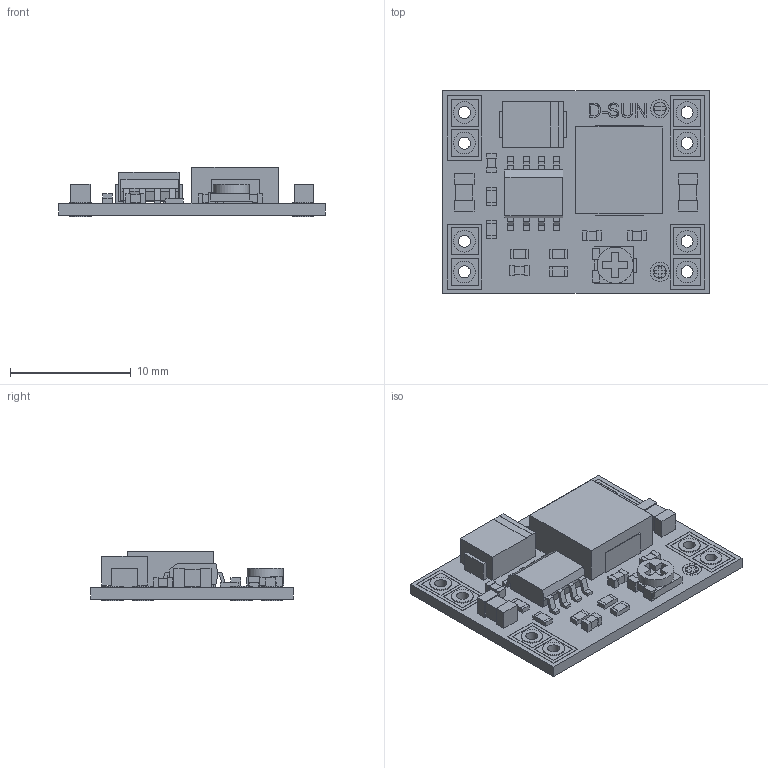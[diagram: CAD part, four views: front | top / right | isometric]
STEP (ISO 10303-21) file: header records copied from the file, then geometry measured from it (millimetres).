
FILE_DESCRIPTION(('FreeCAD Model'),'2;1');
FILE_NAME('D-SUN_dcdc_step_down_SIMPLE.step', '2017-02-10T15:41:30',('Author'),(''), 'Open CASCADE STEP processor 6.8','FreeCAD','Unknown');
FILE_SCHEMA(('AUTOMOTIVE_DESIGN_CC2 { 1 2 10303 214 -1 1 5 4 }'));
Length unit declared in the file: millimetre
Products named in the file (6): ASSEMBLY; main001; silk-TOP; pins; silk-bot; comp-top
Assembly tree (5 placements, depth 2):
  ASSEMBLY
    main001
    silk-TOP
    pins
    silk-bot
    comp-top
Bounding box: 22.1 x 16.8 x 4.1 mm (x, y, z)
Volume: 633.7 mm3; surface area: 1527.5 mm2
Topology: 52 solids, 52 shells, 744 faces, 1823 edges, 1196 vertices
Faces by surface type: plane 593, extrusion 122, cylinder 29
Full cylindrical faces by diameter (mm): 1 x8, 1.07 x2, 1.53 x1, 1.603 x1, 1.8 x16, 3 x1
Entity records: 48161 total; most frequent: CARTESIAN_POINT 8747, DIRECTION 6349, VECTOR 4915, LINE 4793, ORIENTED_EDGE 3646, PCURVE 3646, DEFINITIONAL_REPRESENTATION 3646, EDGE_CURVE 1823
